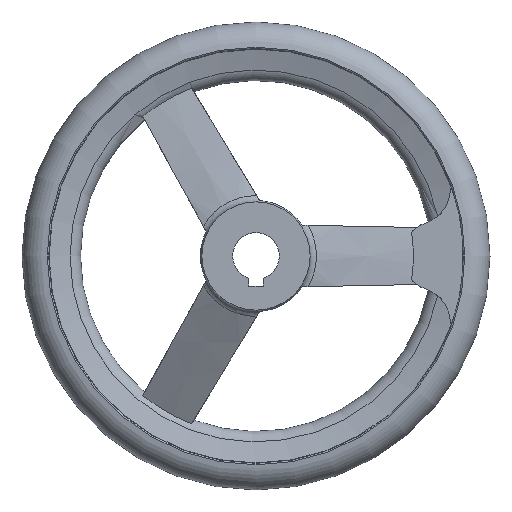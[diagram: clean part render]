
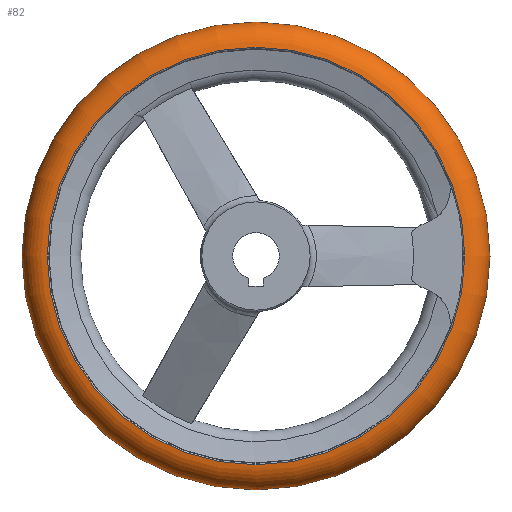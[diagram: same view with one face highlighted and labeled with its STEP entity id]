
A CAD part, front view. The second image highlights one B-rep face of the part: STEP entity #82.
In plain terms, the highlighted toroidal (fillet/blend) face has major radius 71 mm and minor radius 9 mm.
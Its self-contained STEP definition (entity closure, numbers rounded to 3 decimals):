
#82 = ADVANCED_FACE( '', ( #195, #196, #197 ), #198, .T. );
#195 = FACE_BOUND( '', #344, .T. );
#196 = FACE_OUTER_BOUND( '', #345, .T. );
#197 = FACE_OUTER_BOUND( '', #346, .T. );
#198 = TOROIDAL_SURFACE( '', #347, 71., 9. );
#344 = VERTEX_LOOP( '', #536 );
#345 = EDGE_LOOP( '', ( #537 ) );
#346 = EDGE_LOOP( '', ( #538 ) );
#347 = AXIS2_PLACEMENT_3D( '', #539, #540, #541 );
#536 = VERTEX_POINT( '', #895 );
#537 = ORIENTED_EDGE( '', *, *, #852, .T. );
#538 = ORIENTED_EDGE( '', *, *, #896, .F. );
#539 = CARTESIAN_POINT( '', ( 0., 31., 0. ) );
#540 = DIRECTION( '', ( 0., -1., 0. ) );
#541 = DIRECTION( '', ( 0., 0., -1. ) );
#852 = EDGE_CURVE( '', #1009, #1009, #1010, .T. );
#895 = CARTESIAN_POINT( '', ( 0., 31., -80. ) );
#896 = EDGE_CURVE( '', #1085, #1085, #1086, .T. );
#1009 = VERTEX_POINT( '', #1254 );
#1010 = CIRCLE( '', #1255, 71.375 );
#1085 = VERTEX_POINT( '', #1467 );
#1086 = CIRCLE( '', #1468, 71.375 );
#1254 = CARTESIAN_POINT( '', ( 0., 39.992, -71.375 ) );
#1255 = AXIS2_PLACEMENT_3D( '', #1901, #1902, #1903 );
#1467 = CARTESIAN_POINT( '', ( 0., 22.008, -71.375 ) );
#1468 = AXIS2_PLACEMENT_3D( '', #1947, #1948, #1949 );
#1901 = CARTESIAN_POINT( '', ( 0., 39.992, 0. ) );
#1902 = DIRECTION( '', ( 0., -1., 0. ) );
#1903 = DIRECTION( '', ( 0., 0., -1. ) );
#1947 = CARTESIAN_POINT( '', ( 0., 22.008, 0. ) );
#1948 = DIRECTION( '', ( 0., -1., 0. ) );
#1949 = DIRECTION( '', ( 0., 0., -1. ) );
